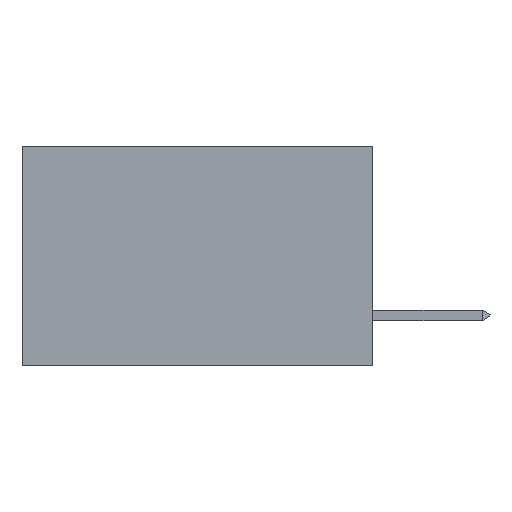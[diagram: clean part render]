
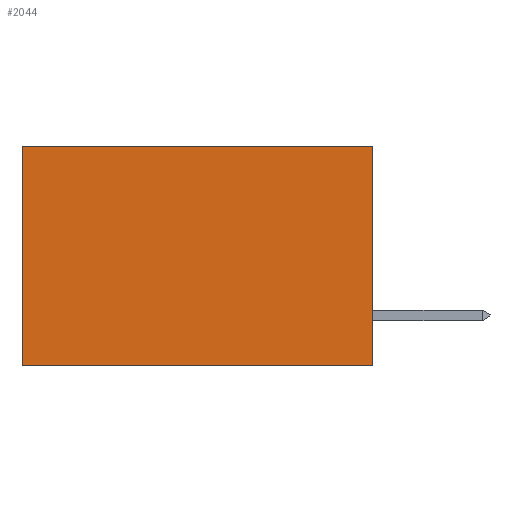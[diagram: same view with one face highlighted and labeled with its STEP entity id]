
A CAD part, left-side view. The second image highlights one B-rep face of the part: STEP entity #2044.
In plain terms, the highlighted planar face has unit normal (-1, 0, 0).
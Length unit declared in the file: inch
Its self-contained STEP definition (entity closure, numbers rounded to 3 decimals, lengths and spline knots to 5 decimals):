
#1529 = LINE ( 'NONE', #12299, #10609 ) ;
#2044 = ADVANCED_FACE ( 'NONE', ( #4595 ), #3850, .F. ) ;
#2694 = CARTESIAN_POINT ( 'NONE',  ( 0.277, 0.59, 0. ) ) ;
#3286 = DIRECTION ( 'NONE',  ( 0., 0., -1. ) ) ;
#3850 = PLANE ( 'NONE',  #12195 ) ;
#4411 = EDGE_CURVE ( 'NONE', #20361, #20508, #18150, .T. ) ;
#4595 = FACE_OUTER_BOUND ( 'NONE', #21466, .T. ) ;
#4668 = LINE ( 'NONE', #21362, #8877 ) ;
#4753 = ORIENTED_EDGE ( 'NONE', *, *, #18229, .F. ) ;
#6945 = VECTOR ( 'NONE', #22465, 39.37008 ) ;
#7007 = CARTESIAN_POINT ( 'NONE',  ( 0.277, 0., -0.37 ) ) ;
#7850 = DIRECTION ( 'NONE',  ( 1., 0., 0. ) ) ;
#8077 = ORIENTED_EDGE ( 'NONE', *, *, #9362, .T. ) ;
#8801 = VERTEX_POINT ( 'NONE', #2694 ) ;
#8877 = VECTOR ( 'NONE', #3286, 39.37008 ) ;
#9362 = EDGE_CURVE ( 'NONE', #17712, #8801, #11850, .T. ) ;
#9914 = DIRECTION ( 'NONE',  ( 0., 0., -1. ) ) ;
#10455 = DIRECTION ( 'NONE',  ( 0., 0., -1. ) ) ;
#10609 = VECTOR ( 'NONE', #10455, 39.37008 ) ;
#11850 = LINE ( 'NONE', #15262, #6945 ) ;
#12195 = AXIS2_PLACEMENT_3D ( 'NONE', #17398, #7850, #9914 ) ;
#12299 = CARTESIAN_POINT ( 'NONE',  ( 0.277, 0., -0.37 ) ) ;
#13308 = VECTOR ( 'NONE', #14979, 39.37008 ) ;
#13312 = ORIENTED_EDGE ( 'NONE', *, *, #4411, .F. ) ;
#14443 = EDGE_CURVE ( 'NONE', #8801, #20508, #4668, .T. ) ;
#14979 = DIRECTION ( 'NONE',  ( 0., 1., 0. ) ) ;
#15059 = CARTESIAN_POINT ( 'NONE',  ( 0.277, 0., -0.37 ) ) ;
#15262 = CARTESIAN_POINT ( 'NONE',  ( 0.277, 0., 0. ) ) ;
#15872 = ORIENTED_EDGE ( 'NONE', *, *, #14443, .T. ) ;
#17398 = CARTESIAN_POINT ( 'NONE',  ( 0.277, 0., -0.37 ) ) ;
#17712 = VERTEX_POINT ( 'NONE', #18312 ) ;
#18150 = LINE ( 'NONE', #15059, #13308 ) ;
#18229 = EDGE_CURVE ( 'NONE', #17712, #20361, #1529, .T. ) ;
#18312 = CARTESIAN_POINT ( 'NONE',  ( 0.277, 0., 0. ) ) ;
#20194 = CARTESIAN_POINT ( 'NONE',  ( 0.277, 0.59, -0.37 ) ) ;
#20361 = VERTEX_POINT ( 'NONE', #7007 ) ;
#20508 = VERTEX_POINT ( 'NONE', #20194 ) ;
#21362 = CARTESIAN_POINT ( 'NONE',  ( 0.277, 0.59, -0.37 ) ) ;
#21466 = EDGE_LOOP ( 'NONE', ( #15872, #13312, #4753, #8077 ) ) ;
#22465 = DIRECTION ( 'NONE',  ( 0., 1., 0. ) ) ;
